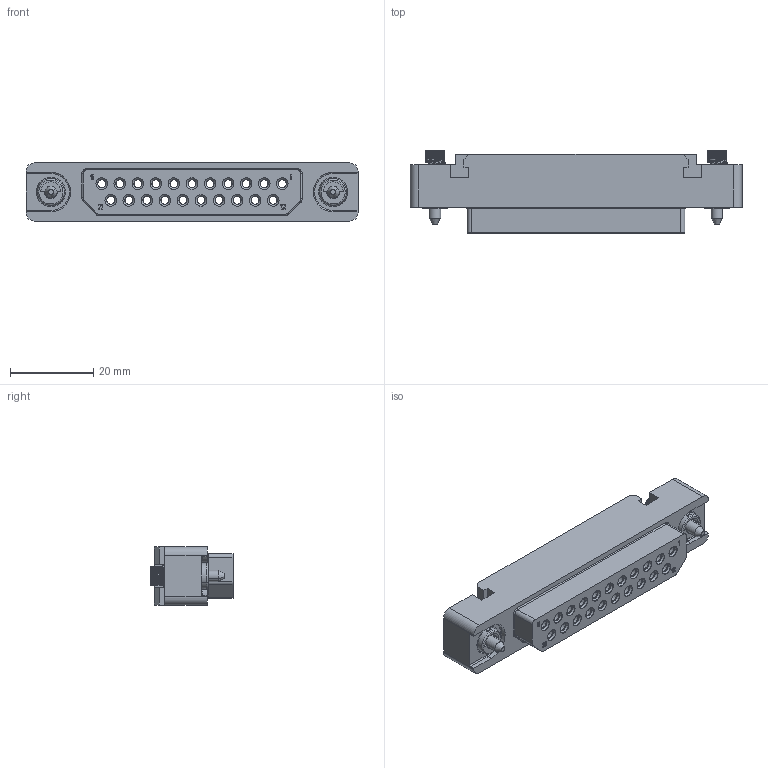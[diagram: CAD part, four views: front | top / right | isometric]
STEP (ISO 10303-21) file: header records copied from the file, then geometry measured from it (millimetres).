
FILE_DESCRIPTION((''),'2;1');
FILE_NAME('1900ND04S2A00A','2020-08-05T',('presta_be4'),(''),'CREO PARAMETRIC BY PTC INC, 2018360','CREO PARAMETRIC BY PTC INC, 2018360','');
FILE_SCHEMA(('CONFIG_CONTROL_DESIGN'));
Products named in the file (1): 1900ND04S2A00A
Bounding box: 80 x 19.96 x 14 mm (x, y, z)
Volume: 12678.4 mm3; surface area: 13685 mm2
Topology: 8 solids, 8 shells, 2285 faces, 6089 edges, 3952 vertices
Faces by surface type: plane 1117, cylinder 728, cone 290, bspline 84, torus 38, extrusion 28
Entity records: 90768 total; most frequent: CARTESIAN_POINT 34110, ORIENTED_EDGE 12170, DIRECTION 11390, EDGE_CURVE 6085, AXIS2_PLACEMENT_3D 4106, VERTEX_POINT 3952, VECTOR 3178, LINE 3150
